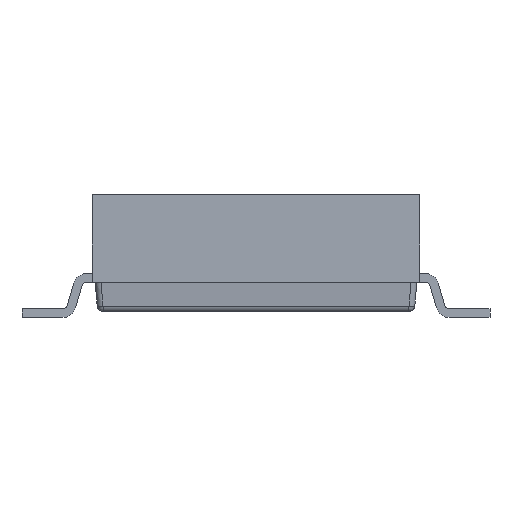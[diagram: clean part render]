
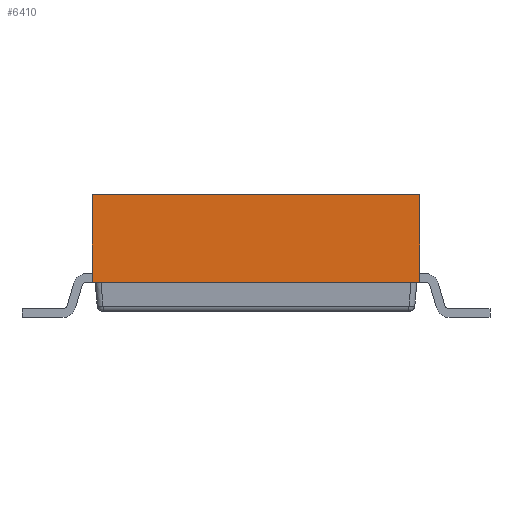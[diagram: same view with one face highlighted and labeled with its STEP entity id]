
A CAD part, left-side view. The second image highlights one B-rep face of the part: STEP entity #6410.
In plain terms, the highlighted planar face has unit normal (-1, 0, 0).
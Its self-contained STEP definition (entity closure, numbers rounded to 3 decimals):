
#5604=EDGE_CURVE('',#9674,#7508,#15574,.T.);
#5766=VERTEX_POINT('',#15754);
#6150=EDGE_CURVE('',#9674,#5766,#16161,.T.);
#6410=ADVANCED_FACE('',(#16447),#16448,.F.);
#7508=VERTEX_POINT('',#17647);
#8496=VERTEX_POINT('',#18726);
#8558=EDGE_CURVE('',#5766,#8496,#18793,.T.);
#9674=VERTEX_POINT('',#20025);
#11186=EDGE_CURVE('',#7508,#8496,#21672,.T.);
#15574=LINE('',#27178,#27179);
#15754=CARTESIAN_POINT('',(-5.6,2.8,0.0));
#16161=LINE('',#28487,#28488);
#16447=FACE_OUTER_BOUND('',#28990,.T.);
#16448=PLANE('',#28991);
#17647=CARTESIAN_POINT('',(-5.6,-2.8,1.5));
#18726=CARTESIAN_POINT('',(-5.6,-2.8,0.0));
#18793=LINE('',#34087,#34088);
#20025=CARTESIAN_POINT('',(-5.6,2.8,1.5));
#21672=LINE('',#40027,#40028);
#27178=CARTESIAN_POINT('',(-5.6,2.8,1.5));
#27179=VECTOR('',#49278,1000.0);
#28487=CARTESIAN_POINT('',(-5.6,2.8,1.5));
#28488=VECTOR('',#49750,1000.0);
#28990=EDGE_LOOP('',(#50109,#50110,#50111,#50112));
#28991=AXIS2_PLACEMENT_3D('',#50113,#50114,#50115);
#34087=CARTESIAN_POINT('',(-5.6,2.8,0.0));
#34088=VECTOR('',#52432,1000.0);
#40027=CARTESIAN_POINT('',(-5.6,-2.8,1.5));
#40028=VECTOR('',#55293,1000.0);
#49278=DIRECTION('',(0.0,-1.0,0.0));
#49750=DIRECTION('',(0.0,0.0,-1.0));
#50109=ORIENTED_EDGE('',*,*,#11186,.F.);
#50110=ORIENTED_EDGE('',*,*,#5604,.F.);
#50111=ORIENTED_EDGE('',*,*,#6150,.T.);
#50112=ORIENTED_EDGE('',*,*,#8558,.T.);
#50113=CARTESIAN_POINT('',(-5.6,2.8,1.5));
#50114=DIRECTION('',(1.0,0.0,0.0));
#50115=DIRECTION('',(0.0,1.0,-0.0));
#52432=DIRECTION('',(0.0,-1.0,0.0));
#55293=DIRECTION('',(0.0,0.0,-1.0));
